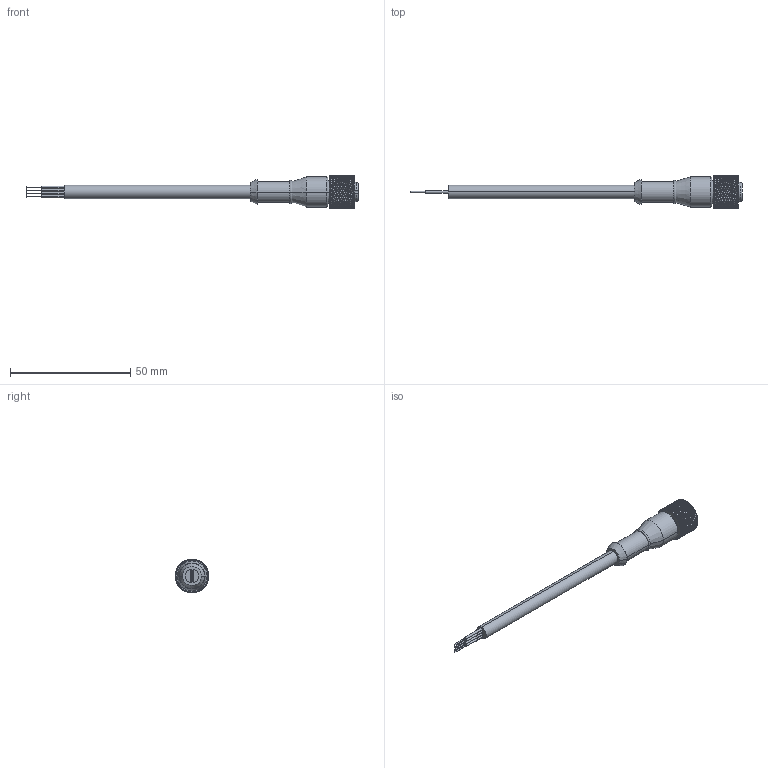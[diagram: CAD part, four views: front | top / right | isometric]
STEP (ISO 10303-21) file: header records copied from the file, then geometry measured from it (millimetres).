
FILE_DESCRIPTION((''),'2;1');
FILE_NAME('246799_SM01_ASM','2024-12-05T14:37:30',('banengservice'),('BANNER ENGINEERING'),'CREO PARAMETRIC BY PTC INC, 2022414','CREO PARAMETRIC BY PTC INC, 2022414','');
FILE_SCHEMA(('CONFIG_CONTROL_DESIGN'));
Products named in the file (2): 246799_EP01; 246799_SM01_ASM
Assembly tree (1 placements, depth 2):
  246799_SM01_ASM
    246799_EP01
Bounding box: 138.23 x 13.97 x 13.97 mm (x, y, z)
Volume: 4921.4 mm3; surface area: 6123.5 mm2
Topology: 1 solids, 1 shells, 3622 faces, 8159 edges, 4526 vertices
Faces by surface type: bspline 2412, cylinder 920, plane 269, torus 11, cone 10
Entity records: 152109 total; most frequent: CARTESIAN_POINT 92400, ORIENTED_EDGE 16318, EDGE_CURVE 8159, B_SPLINE_CURVE_WITH_KNOTS 6411, DIRECTION 4921, VERTEX_POINT 4526, EDGE_LOOP 3679, FACE_OUTER_BOUND 3622
